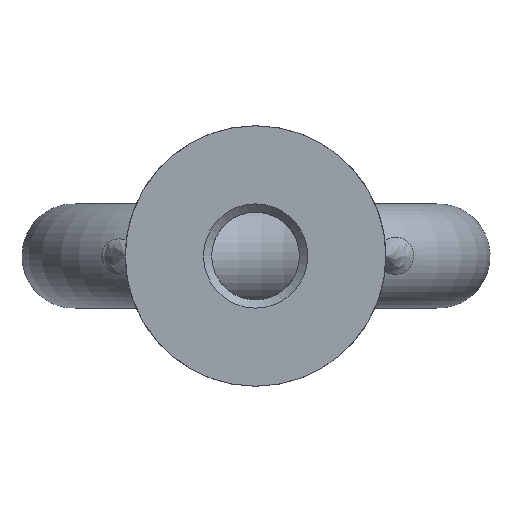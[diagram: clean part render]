
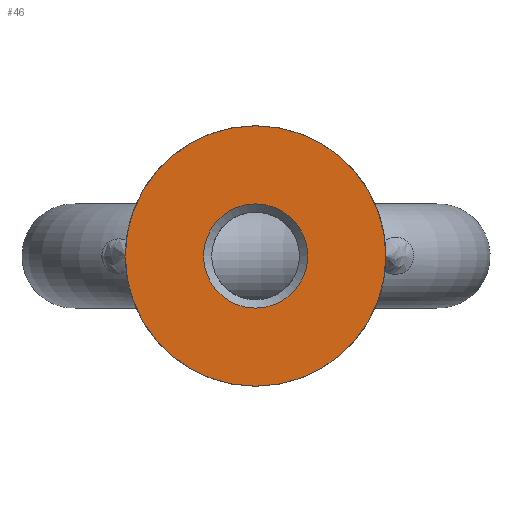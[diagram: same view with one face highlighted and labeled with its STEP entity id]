
A CAD part, front view. The second image highlights one B-rep face of the part: STEP entity #46.
In plain terms, the highlighted planar face has unit normal (0, -1, 0).
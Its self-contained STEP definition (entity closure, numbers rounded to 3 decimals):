
#46 = ADVANCED_FACE( '', ( #94, #95 ), #96, .F. );
#94 = FACE_BOUND( '', #166, .T. );
#95 = FACE_OUTER_BOUND( '', #167, .T. );
#96 = PLANE( '', #168 );
#166 = EDGE_LOOP( '', ( #263 ) );
#167 = EDGE_LOOP( '', ( #264 ) );
#168 = AXIS2_PLACEMENT_3D( '', #265, #266, #267 );
#263 = ORIENTED_EDGE( '', *, *, #347, .F. );
#264 = ORIENTED_EDGE( '', *, *, #348, .T. );
#265 = CARTESIAN_POINT( '', ( 15., 0., 0. ) );
#266 = DIRECTION( '', ( 0., 1., 0. ) );
#267 = DIRECTION( '', ( 0., 0., 1. ) );
#347 = EDGE_CURVE( '', #402, #402, #403, .T. );
#348 = EDGE_CURVE( '', #404, #404, #405, .T. );
#402 = VERTEX_POINT( '', #577 );
#403 = CIRCLE( '', #578, 6. );
#404 = VERTEX_POINT( '', #579 );
#405 = CIRCLE( '', #580, 15. );
#577 = CARTESIAN_POINT( '', ( 0., 0., -6. ) );
#578 = AXIS2_PLACEMENT_3D( '', #801, #802, #803 );
#579 = CARTESIAN_POINT( '', ( 0., 0., -15. ) );
#580 = AXIS2_PLACEMENT_3D( '', #804, #805, #806 );
#801 = CARTESIAN_POINT( '', ( 0., 0., 0. ) );
#802 = DIRECTION( '', ( 0., -1., 0. ) );
#803 = DIRECTION( '', ( 0., 0., -1. ) );
#804 = CARTESIAN_POINT( '', ( 0., 0., 0. ) );
#805 = DIRECTION( '', ( 0., -1., 0. ) );
#806 = DIRECTION( '', ( 0., 0., -1. ) );
